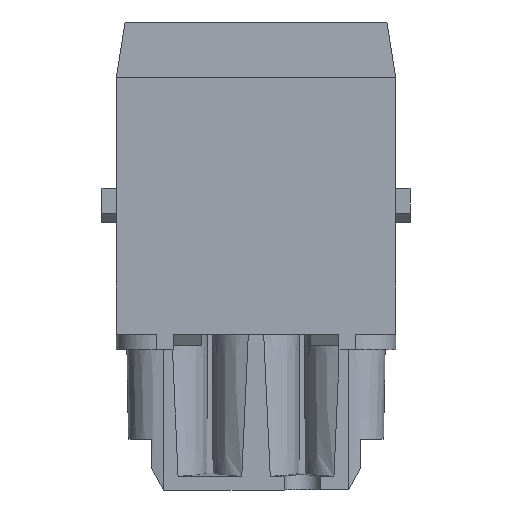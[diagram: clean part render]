
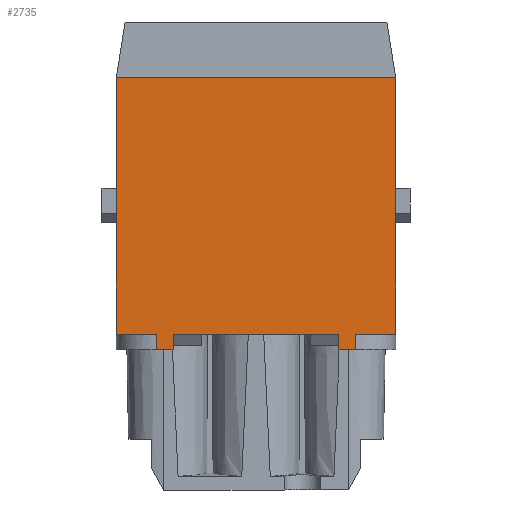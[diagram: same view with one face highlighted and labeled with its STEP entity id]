
A CAD part, left-side view. The second image highlights one B-rep face of the part: STEP entity #2735.
In plain terms, the highlighted planar face has unit normal (-1, 0, 0).
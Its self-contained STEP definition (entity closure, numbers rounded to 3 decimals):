
#2665=AXIS2_PLACEMENT_3D('Plane Axis2P3D',#2662,#2663,#2664) ;
#2143=CARTESIAN_POINT('Vertex',(0.,7.7,16.9)) ;
#2146=CARTESIAN_POINT('Line Origine',(0.,16.7,16.9)) ;
#2150=CARTESIAN_POINT('Vertex',(0.,25.7,16.9)) ;
#2201=CARTESIAN_POINT('Line Origine',(0.,25.7,16.05)) ;
#2205=CARTESIAN_POINT('Vertex',(0.,25.7,15.2)) ;
#2288=CARTESIAN_POINT('Line Origine',(0.,26.6,15.2)) ;
#2292=CARTESIAN_POINT('Vertex',(0.,27.5,15.2)) ;
#2644=CARTESIAN_POINT('Vertex',(0.,7.7,15.2)) ;
#2647=CARTESIAN_POINT('Line Origine',(0.,7.7,16.05)) ;
#2662=CARTESIAN_POINT('Axis2P3D Location',(0.,16.7,43.79)) ;
#2667=CARTESIAN_POINT('Line Origine',(0.,31.85,30.825)) ;
#2671=CARTESIAN_POINT('Vertex',(0.,31.85,44.75)) ;
#2673=CARTESIAN_POINT('Vertex',(0.,31.85,16.9)) ;
#2676=CARTESIAN_POINT('Line Origine',(0.,29.675,16.9)) ;
#2680=CARTESIAN_POINT('Vertex',(0.,27.5,16.9)) ;
#2683=CARTESIAN_POINT('Line Origine',(0.,27.5,16.05)) ;
#2688=CARTESIAN_POINT('Line Origine',(0.,6.8,15.2)) ;
#2692=CARTESIAN_POINT('Vertex',(0.,5.9,15.2)) ;
#2695=CARTESIAN_POINT('Line Origine',(0.,5.9,16.05)) ;
#2699=CARTESIAN_POINT('Vertex',(0.,5.9,16.9)) ;
#2702=CARTESIAN_POINT('Line Origine',(0.,3.725,16.9)) ;
#2706=CARTESIAN_POINT('Vertex',(0.,1.55,16.9)) ;
#2709=CARTESIAN_POINT('Line Origine',(0.,1.55,30.825)) ;
#2713=CARTESIAN_POINT('Vertex',(0.,1.55,44.75)) ;
#2716=CARTESIAN_POINT('Line Origine',(0.,16.7,44.75)) ;
#2147=DIRECTION('Vector Direction',(0.,1.,0.)) ;
#2202=DIRECTION('Vector Direction',(0.,0.,-1.)) ;
#2289=DIRECTION('Vector Direction',(0.,-1.,0.)) ;
#2648=DIRECTION('Vector Direction',(0.,0.,1.)) ;
#2663=DIRECTION('Axis2P3D Direction',(-1.,0.,0.)) ;
#2664=DIRECTION('Axis2P3D XDirection',(0.,0.,-1.)) ;
#2668=DIRECTION('Vector Direction',(0.,0.,-1.)) ;
#2677=DIRECTION('Vector Direction',(0.,-1.,0.)) ;
#2684=DIRECTION('Vector Direction',(0.,0.,-1.)) ;
#2689=DIRECTION('Vector Direction',(0.,-1.,0.)) ;
#2696=DIRECTION('Vector Direction',(0.,0.,1.)) ;
#2703=DIRECTION('Vector Direction',(0.,1.,0.)) ;
#2710=DIRECTION('Vector Direction',(0.,0.,-1.)) ;
#2717=DIRECTION('Vector Direction',(0.,-1.,0.)) ;
#2148=VECTOR('Line Direction',#2147,1.) ;
#2203=VECTOR('Line Direction',#2202,1.) ;
#2290=VECTOR('Line Direction',#2289,1.) ;
#2649=VECTOR('Line Direction',#2648,1.) ;
#2669=VECTOR('Line Direction',#2668,1.) ;
#2678=VECTOR('Line Direction',#2677,1.) ;
#2685=VECTOR('Line Direction',#2684,1.) ;
#2690=VECTOR('Line Direction',#2689,1.) ;
#2697=VECTOR('Line Direction',#2696,1.) ;
#2704=VECTOR('Line Direction',#2703,1.) ;
#2711=VECTOR('Line Direction',#2710,1.) ;
#2718=VECTOR('Line Direction',#2717,1.) ;
#2722=ORIENTED_EDGE('',*,*,#2675,.T.) ;
#2723=ORIENTED_EDGE('',*,*,#2682,.T.) ;
#2724=ORIENTED_EDGE('',*,*,#2687,.T.) ;
#2725=ORIENTED_EDGE('',*,*,#2294,.T.) ;
#2726=ORIENTED_EDGE('',*,*,#2207,.F.) ;
#2727=ORIENTED_EDGE('',*,*,#2152,.F.) ;
#2728=ORIENTED_EDGE('',*,*,#2651,.F.) ;
#2729=ORIENTED_EDGE('',*,*,#2694,.T.) ;
#2730=ORIENTED_EDGE('',*,*,#2701,.T.) ;
#2731=ORIENTED_EDGE('',*,*,#2708,.F.) ;
#2732=ORIENTED_EDGE('',*,*,#2715,.F.) ;
#2733=ORIENTED_EDGE('',*,*,#2720,.F.) ;
#2735=ADVANCED_FACE('2772790000.1\\Hauptkoerper',(#2734),#2666,.T.) ;
#2152=EDGE_CURVE('',#2144,#2151,#2149,.T.) ;
#2207=EDGE_CURVE('',#2151,#2206,#2204,.T.) ;
#2294=EDGE_CURVE('',#2293,#2206,#2291,.T.) ;
#2651=EDGE_CURVE('',#2645,#2144,#2650,.T.) ;
#2675=EDGE_CURVE('',#2672,#2674,#2670,.T.) ;
#2682=EDGE_CURVE('',#2674,#2681,#2679,.T.) ;
#2687=EDGE_CURVE('',#2681,#2293,#2686,.T.) ;
#2694=EDGE_CURVE('',#2645,#2693,#2691,.T.) ;
#2701=EDGE_CURVE('',#2693,#2700,#2698,.T.) ;
#2708=EDGE_CURVE('',#2707,#2700,#2705,.T.) ;
#2715=EDGE_CURVE('',#2714,#2707,#2712,.T.) ;
#2720=EDGE_CURVE('',#2672,#2714,#2719,.T.) ;
#2721=EDGE_LOOP('',(#2722,#2723,#2724,#2725,#2726,#2727,#2728,#2729,#2730,#2731,#2732,#2733)) ;
#2734=FACE_OUTER_BOUND('',#2721,.T.) ;
#2149=LINE('Line',#2146,#2148) ;
#2204=LINE('Line',#2201,#2203) ;
#2291=LINE('Line',#2288,#2290) ;
#2650=LINE('Line',#2647,#2649) ;
#2670=LINE('Line',#2667,#2669) ;
#2679=LINE('Line',#2676,#2678) ;
#2686=LINE('Line',#2683,#2685) ;
#2691=LINE('Line',#2688,#2690) ;
#2698=LINE('Line',#2695,#2697) ;
#2705=LINE('Line',#2702,#2704) ;
#2712=LINE('Line',#2709,#2711) ;
#2719=LINE('Line',#2716,#2718) ;
#2666=PLANE('',#2665) ;
#2144=VERTEX_POINT('',#2143) ;
#2151=VERTEX_POINT('',#2150) ;
#2206=VERTEX_POINT('',#2205) ;
#2293=VERTEX_POINT('',#2292) ;
#2645=VERTEX_POINT('',#2644) ;
#2672=VERTEX_POINT('',#2671) ;
#2674=VERTEX_POINT('',#2673) ;
#2681=VERTEX_POINT('',#2680) ;
#2693=VERTEX_POINT('',#2692) ;
#2700=VERTEX_POINT('',#2699) ;
#2707=VERTEX_POINT('',#2706) ;
#2714=VERTEX_POINT('',#2713) ;
